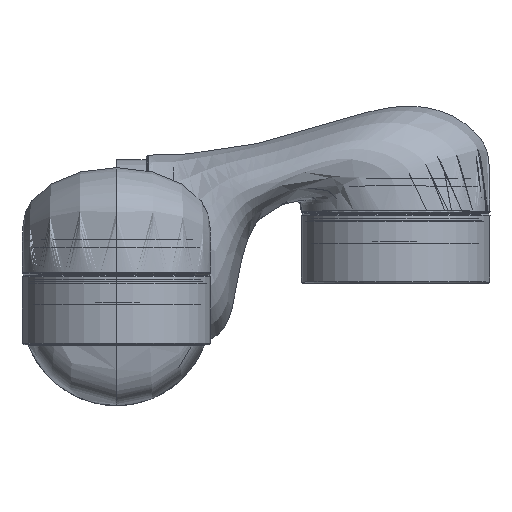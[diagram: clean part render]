
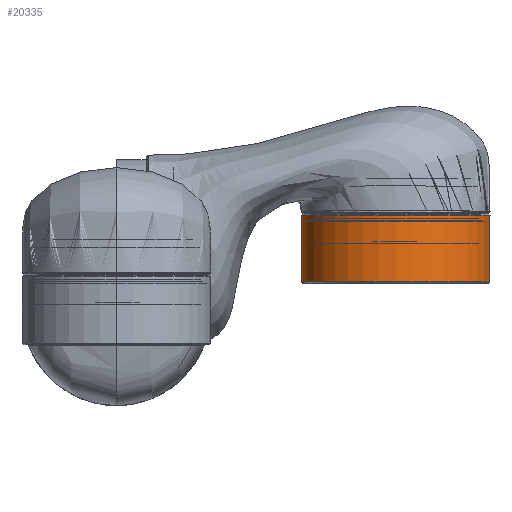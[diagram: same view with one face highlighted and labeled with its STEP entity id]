
A CAD part, top view. The second image highlights one B-rep face of the part: STEP entity #20335.
In plain terms, the highlighted cylindrical face has radius 35000 mm (diameter 70000 mm), a partial arc.
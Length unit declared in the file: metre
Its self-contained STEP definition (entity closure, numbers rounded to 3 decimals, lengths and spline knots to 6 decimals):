
#20309 = VERTEX_POINT('',#20310);
#20310 = CARTESIAN_POINT('',(138.5,-12.05,
    0.));
#20316 = EDGE_CURVE('',#20317,#20309,#20319,.T.);
#20317 = VERTEX_POINT('',#20318);
#20318 = CARTESIAN_POINT('',(68.5,-12.05,0.)
  );
#20319 = CIRCLE('',#20320,35.);
#20320 = AXIS2_PLACEMENT_3D('',#20321,#20322,#20323);
#20321 = CARTESIAN_POINT('',(103.5,-12.05,0.)
  );
#20322 = DIRECTION('',(0.,1.,0.));
#20323 = DIRECTION('',(1.,0.,0.));
#20335 = ADVANCED_FACE('',(#20336),#20362,.T.);
#20336 = FACE_BOUND('',#20337,.T.);
#20337 = EDGE_LOOP('',(#20338,#20339,#20347,#20356));
#20338 = ORIENTED_EDGE('',*,*,#20316,.T.);
#20339 = ORIENTED_EDGE('',*,*,#20340,.T.);
#20340 = EDGE_CURVE('',#20309,#20341,#20343,.T.);
#20341 = VERTEX_POINT('',#20342);
#20342 = CARTESIAN_POINT('',(138.5,12.65,0.));
#20343 = LINE('',#20344,#20345);
#20344 = CARTESIAN_POINT('',(138.5,-12.65,
    0.));
#20345 = VECTOR('',#20346,1.);
#20346 = DIRECTION('',(0.,1.,0.));
#20347 = ORIENTED_EDGE('',*,*,#20348,.T.);
#20348 = EDGE_CURVE('',#20341,#20349,#20351,.T.);
#20349 = VERTEX_POINT('',#20350);
#20350 = CARTESIAN_POINT('',(68.5,12.65,
    0.));
#20351 = CIRCLE('',#20352,35.);
#20352 = AXIS2_PLACEMENT_3D('',#20353,#20354,#20355);
#20353 = CARTESIAN_POINT('',(103.5,12.65,0.));
#20354 = DIRECTION('',(0.,-1.,0.));
#20355 = DIRECTION('',(1.,0.,0.));
#20356 = ORIENTED_EDGE('',*,*,#20357,.F.);
#20357 = EDGE_CURVE('',#20317,#20349,#20358,.T.);
#20358 = LINE('',#20359,#20360);
#20359 = CARTESIAN_POINT('',(68.5,-12.65,0.));
#20360 = VECTOR('',#20361,1.);
#20361 = DIRECTION('',(0.,1.,0.));
#20362 = CYLINDRICAL_SURFACE('',#20363,35.);
#20363 = AXIS2_PLACEMENT_3D('',#20364,#20365,#20366);
#20364 = CARTESIAN_POINT('',(103.5,-12.65,0.)
  );
#20365 = DIRECTION('',(0.,1.,0.));
#20366 = DIRECTION('',(-1.,0.,0.));
